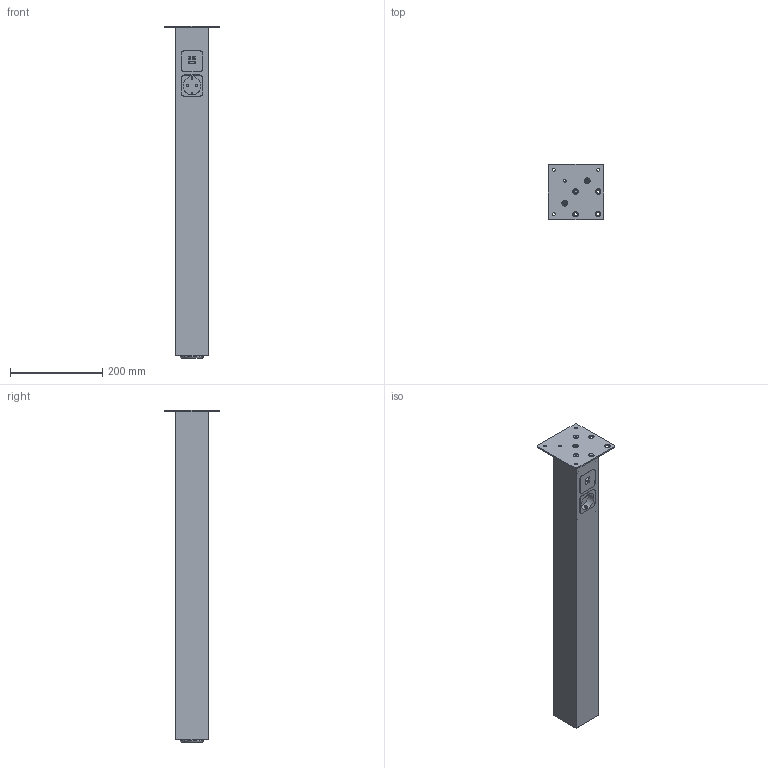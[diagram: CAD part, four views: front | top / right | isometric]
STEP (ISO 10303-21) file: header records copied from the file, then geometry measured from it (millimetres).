
FILE_DESCRIPTION(('STEP AP214'),'1');
FILE_NAME('SFSC0720.3-0.STP','2025-12-04T09:09:18',(' '),(' '),'Spatial InterOp 3D',' ',' ');
FILE_SCHEMA(('AUTOMOTIVE_DESIGN { 1 0 10303 214 1 1 1 1 }'));
Length unit declared in the file: millimetre
Products named in the file (1): Lokale Op.             
Bounding box: 120 x 120 x 720 mm (x, y, z)
Volume: 629594 mm3; surface area: 466489.1 mm2
Topology: 11 solids, 12 shells, 338 faces, 859 edges, 549 vertices
Faces by surface type: plane 163, cylinder 113, cone 46, torus 16
Full cylindrical faces by diameter (mm): 5.5 x2, 39 x2
Entity records: 11072 total; most frequent: CARTESIAN_POINT 2117, DIRECTION 1830, ORIENTED_EDGE 1694, EDGE_CURVE 847, AXIS2_PLACEMENT_3D 682, VERTEX_POINT 545, LINE 466, VECTOR 466
